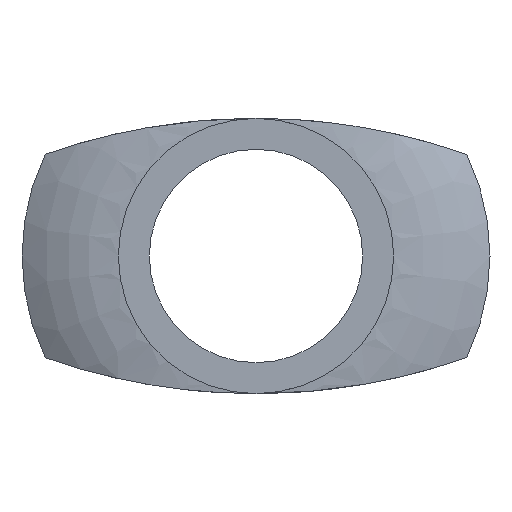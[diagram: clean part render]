
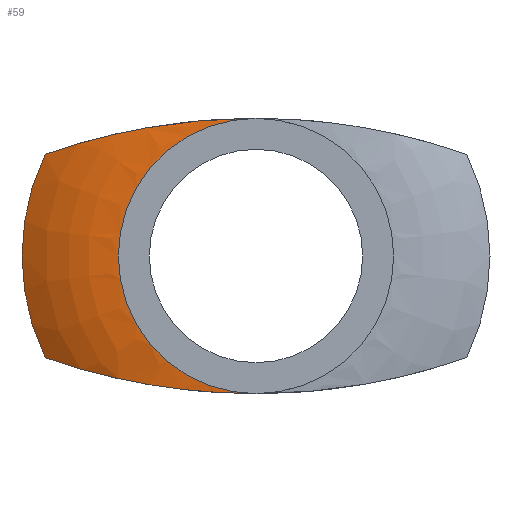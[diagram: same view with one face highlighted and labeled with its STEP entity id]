
A CAD part, left-side view. The second image highlights one B-rep face of the part: STEP entity #59.
In plain terms, the highlighted toroidal (fillet/blend) face has major radius 3.692 mm and minor radius 5.4 mm.
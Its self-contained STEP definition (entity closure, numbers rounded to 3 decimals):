
#59=ADVANCED_FACE('',(#91),#92,.T.);
#91=FACE_OUTER_BOUND('',#129,.T.);
#92=TOROIDAL_SURFACE('',#130,3.692,5.4);
#129=EDGE_LOOP('',(#244,#245,#246,#247,#248,#249));
#130=AXIS2_PLACEMENT_3D('',#250,#251,#252);
#244=ORIENTED_EDGE('',*,*,#307,.F.);
#245=ORIENTED_EDGE('',*,*,#294,.T.);
#246=ORIENTED_EDGE('',*,*,#323,.T.);
#247=ORIENTED_EDGE('',*,*,#312,.F.);
#248=ORIENTED_EDGE('',*,*,#289,.F.);
#249=ORIENTED_EDGE('',*,*,#324,.F.);
#250=CARTESIAN_POINT('',(3.991,0.,0.0));
#251=DIRECTION('',(-1.0,0.,0.0));
#252=DIRECTION('',(0.0,0.0,1.0));
#289=EDGE_CURVE('',#337,#340,#341,.T.);
#294=EDGE_CURVE('',#350,#347,#351,.T.);
#307=EDGE_CURVE('',#350,#373,#374,.T.);
#312=EDGE_CURVE('',#340,#381,#382,.T.);
#323=EDGE_CURVE('',#347,#381,#395,.T.);
#324=EDGE_CURVE('',#373,#337,#396,.T.);
#337=VERTEX_POINT('',#411);
#340=VERTEX_POINT('',#415);
#341=CIRCLE('',#416,4.0);
#347=VERTEX_POINT('',#423);
#350=VERTEX_POINT('',#427);
#351=CIRCLE('',#428,6.8);
#373=VERTEX_POINT('',#455);
#374=B_SPLINE_CURVE_WITH_KNOTS('',3,(#456,#457,#458,#459,#460,#461,#462,#463,#464,#465,#466,#467,#468,#469,#470,#471,#472,#473),.UNSPECIFIED.,.F.,.F.,(4,2,2,2,2,2,2,2,4),(-12.702,-11.333,-9.878,-8.102,-6.658,-5.249,-3.677,-1.388,-0.0),.UNSPECIFIED.);
#381=VERTEX_POINT('',#548);
#382=B_SPLINE_CURVE_WITH_KNOTS('',3,(#549,#550,#551,#552,#553,#554,#555,#556,#557,#558,#559,#560,#561,#562,#563,#564,#565,#566),.UNSPECIFIED.,.F.,.F.,(4,2,2,2,2,2,2,2,4),(-12.702,-11.333,-9.878,-8.102,-6.658,-5.249,-3.677,-1.388,-0.0),.UNSPECIFIED.);
#395=CIRCLE('',#615,6.8);
#396=CIRCLE('',#616,4.0);
#411=CARTESIAN_POINT('',(-1.4,4.0,0.));
#415=CARTESIAN_POINT('',(-1.4,-0.001,-4.));
#416=AXIS2_PLACEMENT_3D('',#631,#632,#633);
#423=CARTESIAN_POINT('',(-0.425,6.8,0.));
#427=CARTESIAN_POINT('',(-0.425,6.124,2.957));
#428=AXIS2_PLACEMENT_3D('',#642,#643,#644);
#455=CARTESIAN_POINT('',(-1.4,-0.001,4.));
#456=CARTESIAN_POINT('',(-0.425,6.124,2.957));
#457=CARTESIAN_POINT('',(-0.629,5.737,3.092));
#458=CARTESIAN_POINT('',(-0.792,5.329,3.221));
#459=CARTESIAN_POINT('',(-1.06,4.454,3.462));
#460=CARTESIAN_POINT('',(-1.158,3.991,3.571));
#461=CARTESIAN_POINT('',(-1.313,2.938,3.775));
#462=CARTESIAN_POINT('',(-1.354,2.35,3.86));
#463=CARTESIAN_POINT('',(-1.393,1.276,3.963));
#464=CARTESIAN_POINT('',(-1.398,0.788,3.99));
#465=CARTESIAN_POINT('',(-1.401,-0.175,4.005));
#466=CARTESIAN_POINT('',(-1.4,-0.653,3.994));
#467=CARTESIAN_POINT('',(-1.383,-1.651,3.933));
#468=CARTESIAN_POINT('',(-1.365,-2.178,3.878));
#469=CARTESIAN_POINT('',(-1.258,-3.455,3.689));
#470=CARTESIAN_POINT('',(-1.141,-4.187,3.533));
#471=CARTESIAN_POINT('',(-0.796,-5.323,3.22));
#472=CARTESIAN_POINT('',(-0.631,-5.735,3.09));
#473=CARTESIAN_POINT('',(-0.425,-6.126,2.952));
#548=CARTESIAN_POINT('',(-0.425,6.124,-2.957));
#549=CARTESIAN_POINT('',(-0.425,-6.126,-2.952));
#550=CARTESIAN_POINT('',(-0.629,-5.739,-3.089));
#551=CARTESIAN_POINT('',(-0.792,-5.331,-3.218));
#552=CARTESIAN_POINT('',(-1.06,-4.456,-3.459));
#553=CARTESIAN_POINT('',(-1.158,-3.993,-3.568));
#554=CARTESIAN_POINT('',(-1.313,-2.94,-3.773));
#555=CARTESIAN_POINT('',(-1.354,-2.353,-3.858));
#556=CARTESIAN_POINT('',(-1.393,-1.279,-3.962));
#557=CARTESIAN_POINT('',(-1.398,-0.791,-3.989));
#558=CARTESIAN_POINT('',(-1.401,0.172,-4.005));
#559=CARTESIAN_POINT('',(-1.4,0.65,-3.995));
#560=CARTESIAN_POINT('',(-1.383,1.648,-3.934));
#561=CARTESIAN_POINT('',(-1.365,2.175,-3.88));
#562=CARTESIAN_POINT('',(-1.258,3.452,-3.691));
#563=CARTESIAN_POINT('',(-1.141,4.185,-3.536));
#564=CARTESIAN_POINT('',(-0.796,5.32,-3.224));
#565=CARTESIAN_POINT('',(-0.631,5.733,-3.094));
#566=CARTESIAN_POINT('',(-0.425,6.124,-2.957));
#615=AXIS2_PLACEMENT_3D('',#691,#692,#693);
#616=AXIS2_PLACEMENT_3D('',#694,#695,#696);
#631=CARTESIAN_POINT('',(-1.4,0.,0.0));
#632=DIRECTION('',(-1.0,0.,0.));
#633=DIRECTION('',(0.,1.0,0.0));
#642=CARTESIAN_POINT('',(-0.425,0.,0.0));
#643=DIRECTION('',(-1.0,0.,0.0));
#644=DIRECTION('',(0.,-1.0,0.0));
#691=CARTESIAN_POINT('',(-0.425,0.,0.0));
#692=DIRECTION('',(-1.0,0.,0.0));
#693=DIRECTION('',(0.,-1.0,0.0));
#694=CARTESIAN_POINT('',(-1.4,0.,0.0));
#695=DIRECTION('',(-1.0,0.,0.));
#696=DIRECTION('',(0.,1.0,0.0));
